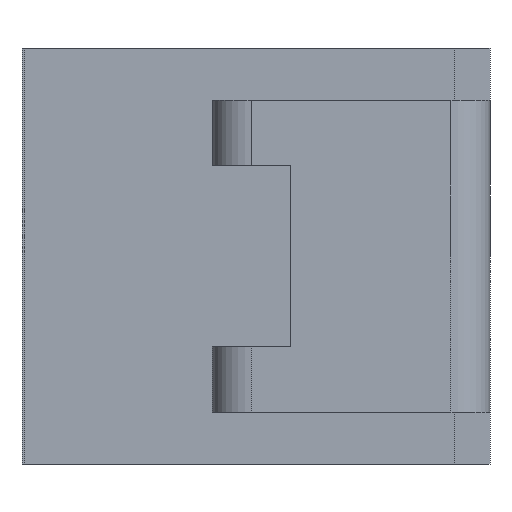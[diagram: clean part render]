
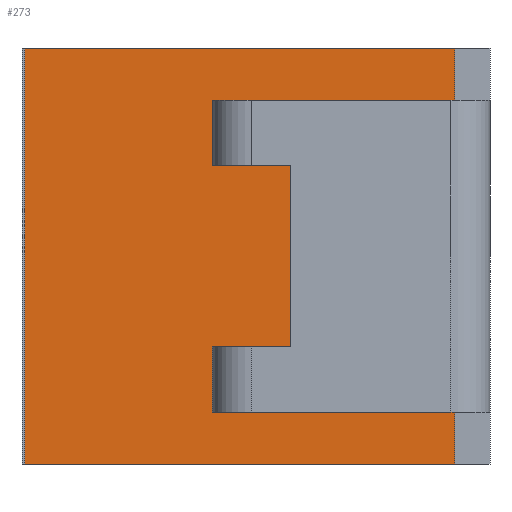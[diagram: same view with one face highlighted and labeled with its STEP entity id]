
A CAD part, left-side view. The second image highlights one B-rep face of the part: STEP entity #273.
In plain terms, the highlighted planar face has unit normal (-1, 0, 0).
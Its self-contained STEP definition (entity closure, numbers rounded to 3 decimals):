
#115 = DIRECTION ( 'NONE',  ( 1., 0., 0. ) ) ;
#125 = EDGE_LOOP ( 'NONE', ( #887, #1308, #875, #192 ) ) ;
#149 = CARTESIAN_POINT ( 'NONE',  ( -1.45, 1.8, -0.8 ) ) ;
#192 = ORIENTED_EDGE ( 'NONE', *, *, #1564, .F. ) ;
#232 = CARTESIAN_POINT ( 'NONE',  ( -1.45, 1.79, -0.8 ) ) ;
#273 = ADVANCED_FACE ( 'NONE', ( #790 ), #1569, .F. ) ;
#276 = VECTOR ( 'NONE', #903, 1000. ) ;
#283 = DIRECTION ( 'NONE',  ( 0., 0., -1. ) ) ;
#359 = CARTESIAN_POINT ( 'NONE',  ( -1.45, 1.79, -0.8 ) ) ;
#368 = EDGE_CURVE ( 'NONE', #655, #743, #1012, .T. ) ;
#375 = EDGE_CURVE ( 'NONE', #698, #743, #1344, .T. ) ;
#470 = VERTEX_POINT ( 'NONE', #567 ) ;
#533 = VECTOR ( 'NONE', #653, 1000. ) ;
#567 = CARTESIAN_POINT ( 'NONE',  ( -1.45, 1.79, 0.8 ) ) ;
#653 = DIRECTION ( 'NONE',  ( 0., 0., 1. ) ) ;
#655 = VERTEX_POINT ( 'NONE', #359 ) ;
#656 = AXIS2_PLACEMENT_3D ( 'NONE', #1191, #115, #659 ) ;
#659 = DIRECTION ( 'NONE',  ( 0., 1., 0. ) ) ;
#698 = VERTEX_POINT ( 'NONE', #1265 ) ;
#708 = DIRECTION ( 'NONE',  ( 0., -1., 0. ) ) ;
#743 = VERTEX_POINT ( 'NONE', #910 ) ;
#781 = CARTESIAN_POINT ( 'NONE',  ( -1.45, 1.8, 0.8 ) ) ;
#790 = FACE_OUTER_BOUND ( 'NONE', #125, .T. ) ;
#875 = ORIENTED_EDGE ( 'NONE', *, *, #375, .F. ) ;
#887 = ORIENTED_EDGE ( 'NONE', *, *, #1418, .F. ) ;
#903 = DIRECTION ( 'NONE',  ( 0., -1., 0. ) ) ;
#910 = CARTESIAN_POINT ( 'NONE',  ( -1.45, 0.135, -0.8 ) ) ;
#950 = CARTESIAN_POINT ( 'NONE',  ( -1.45, 0.135, 0.8 ) ) ;
#990 = VECTOR ( 'NONE', #283, 1000. ) ;
#1012 = LINE ( 'NONE', #149, #1663 ) ;
#1032 = LINE ( 'NONE', #232, #533 ) ;
#1191 = CARTESIAN_POINT ( 'NONE',  ( -1.45, 1.8, 0.8 ) ) ;
#1225 = LINE ( 'NONE', #781, #276 ) ;
#1265 = CARTESIAN_POINT ( 'NONE',  ( -1.45, 0.135, 0.8 ) ) ;
#1308 = ORIENTED_EDGE ( 'NONE', *, *, #368, .T. ) ;
#1344 = LINE ( 'NONE', #950, #990 ) ;
#1418 = EDGE_CURVE ( 'NONE', #655, #470, #1032, .T. ) ;
#1564 = EDGE_CURVE ( 'NONE', #470, #698, #1225, .T. ) ;
#1569 = PLANE ( 'NONE',  #656 ) ;
#1663 = VECTOR ( 'NONE', #708, 1000. ) ;
